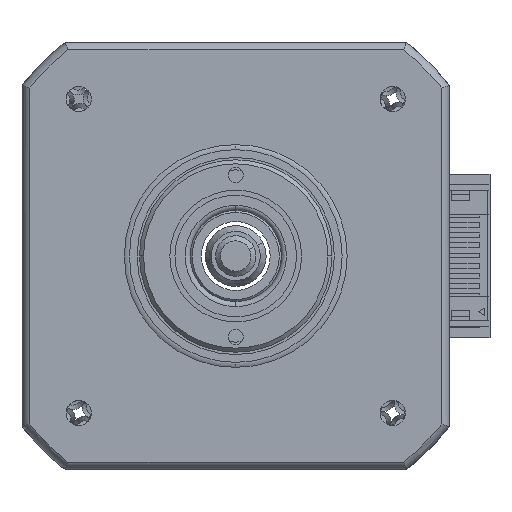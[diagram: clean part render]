
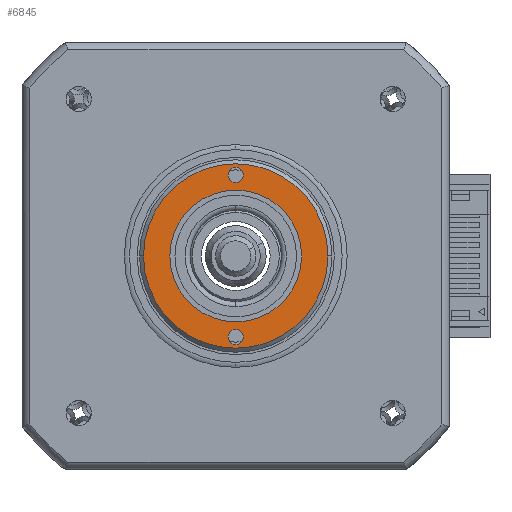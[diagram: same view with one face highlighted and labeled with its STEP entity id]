
A CAD part, left-side view. The second image highlights one B-rep face of the part: STEP entity #6845.
In plain terms, the highlighted planar face has unit normal (-1, 0, 0).
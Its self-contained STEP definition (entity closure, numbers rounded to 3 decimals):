
#336 = CARTESIAN_POINT ( 'NONE',  ( -33.923, 5.222, 56.3 ) ) ;
#342 = DIRECTION ( 'NONE',  ( -1., 0., 0. ) ) ;
#514 = CIRCLE ( 'NONE', #8818, 6.5 ) ;
#570 = DIRECTION ( 'NONE',  ( 0., 1., 0. ) ) ;
#824 = CARTESIAN_POINT ( 'NONE',  ( -33.923, 4.472, 56.3 ) ) ;
#980 = FACE_OUTER_BOUND ( 'NONE', #3493, .T. ) ;
#1350 = EDGE_CURVE ( 'NONE', #9138, #1735, #8706, .T. ) ;
#1430 = CARTESIAN_POINT ( 'NONE',  ( -33.923, 4.472, 48.3 ) ) ;
#1465 = EDGE_LOOP ( 'NONE', ( #8131, #8089 ) ) ;
#1635 = DIRECTION ( 'NONE',  ( 0., -1., 0. ) ) ;
#1701 = CARTESIAN_POINT ( 'NONE',  ( -33.923, 4.472, 56.3 ) ) ;
#1735 = VERTEX_POINT ( 'NONE', #9396 ) ;
#1813 = EDGE_LOOP ( 'NONE', ( #10181, #7099 ) ) ;
#1936 = CIRCLE ( 'NONE', #6560, 9.1 ) ;
#2027 = CARTESIAN_POINT ( 'NONE',  ( -33.923, 4.472, 48.3 ) ) ;
#2144 = AXIS2_PLACEMENT_3D ( 'NONE', #9515, #4315, #10397 ) ;
#2274 = DIRECTION ( 'NONE',  ( 0., 1., 0. ) ) ;
#2504 = CARTESIAN_POINT ( 'NONE',  ( -33.923, 4.472, 48.3 ) ) ;
#2514 = VERTEX_POINT ( 'NONE', #8540 ) ;
#2536 = DIRECTION ( 'NONE',  ( 0., -1., 0. ) ) ;
#2721 = CIRCLE ( 'NONE', #2144, 0.75 ) ;
#2887 = DIRECTION ( 'NONE',  ( 0., 1., 0. ) ) ;
#3022 = ORIENTED_EDGE ( 'NONE', *, *, #4113, .T. ) ;
#3159 = CARTESIAN_POINT ( 'NONE',  ( -33.923, 13.572, 48.3 ) ) ;
#3197 = FACE_BOUND ( 'NONE', #10214, .T. ) ;
#3276 = CARTESIAN_POINT ( 'NONE',  ( -33.923, -4.628, 48.3 ) ) ;
#3333 = DIRECTION ( 'NONE',  ( 0., 1., 0. ) ) ;
#3493 = EDGE_LOOP ( 'NONE', ( #9214, #3022 ) ) ;
#3745 = VERTEX_POINT ( 'NONE', #6653 ) ;
#4113 = EDGE_CURVE ( 'NONE', #6622, #9882, #1936, .T. ) ;
#4311 = CIRCLE ( 'NONE', #4372, 9.1 ) ;
#4315 = DIRECTION ( 'NONE',  ( -1., 0., 0. ) ) ;
#4372 = AXIS2_PLACEMENT_3D ( 'NONE', #1430, #7348, #2274 ) ;
#4514 = DIRECTION ( 'NONE',  ( 1., 0., 0. ) ) ;
#5167 = FACE_BOUND ( 'NONE', #1813, .T. ) ;
#5278 = PLANE ( 'NONE',  #7689 ) ;
#5307 = CARTESIAN_POINT ( 'NONE',  ( -33.923, 5.222, 40.3 ) ) ;
#5579 = DIRECTION ( 'NONE',  ( 1., 0., 0. ) ) ;
#5766 = AXIS2_PLACEMENT_3D ( 'NONE', #824, #6710, #1635 ) ;
#5771 = VERTEX_POINT ( 'NONE', #336 ) ;
#6053 = EDGE_CURVE ( 'NONE', #5771, #9819, #9993, .T. ) ;
#6425 = CARTESIAN_POINT ( 'NONE',  ( -33.923, 4.472, 40.3 ) ) ;
#6508 = CARTESIAN_POINT ( 'NONE',  ( -33.923, 3.722, 56.3 ) ) ;
#6560 = AXIS2_PLACEMENT_3D ( 'NONE', #2027, #8009, #2887 ) ;
#6622 = VERTEX_POINT ( 'NONE', #3276 ) ;
#6653 = CARTESIAN_POINT ( 'NONE',  ( -33.923, -2.028, 48.3 ) ) ;
#6678 = EDGE_CURVE ( 'NONE', #9819, #5771, #8878, .T. ) ;
#6710 = DIRECTION ( 'NONE',  ( -1., 0., 0. ) ) ;
#6845 = ADVANCED_FACE ( 'NONE', ( #980, #3197, #7474, #5167 ), #5278, .F. ) ;
#7099 = ORIENTED_EDGE ( 'NONE', *, *, #8166, .T. ) ;
#7348 = DIRECTION ( 'NONE',  ( -1., 0., 0. ) ) ;
#7474 = FACE_BOUND ( 'NONE', #1465, .T. ) ;
#7554 = EDGE_CURVE ( 'NONE', #9882, #6622, #4311, .T. ) ;
#7652 = DIRECTION ( 'NONE',  ( -1., 0., 0. ) ) ;
#7689 = AXIS2_PLACEMENT_3D ( 'NONE', #8838, #4514, #10617 ) ;
#7711 = EDGE_CURVE ( 'NONE', #1735, #9138, #2721, .T. ) ;
#8009 = DIRECTION ( 'NONE',  ( -1., 0., 0. ) ) ;
#8089 = ORIENTED_EDGE ( 'NONE', *, *, #6053, .F. ) ;
#8131 = ORIENTED_EDGE ( 'NONE', *, *, #6678, .F. ) ;
#8166 = EDGE_CURVE ( 'NONE', #2514, #3745, #514, .T. ) ;
#8497 = DIRECTION ( 'NONE',  ( 1., 0., 0. ) ) ;
#8540 = CARTESIAN_POINT ( 'NONE',  ( -33.923, 10.972, 48.3 ) ) ;
#8664 = DIRECTION ( 'NONE',  ( 0., -1., 0. ) ) ;
#8689 = ORIENTED_EDGE ( 'NONE', *, *, #7711, .F. ) ;
#8690 = EDGE_CURVE ( 'NONE', #3745, #2514, #8758, .T. ) ;
#8706 = CIRCLE ( 'NONE', #10450, 0.75 ) ;
#8758 = CIRCLE ( 'NONE', #10359, 6.5 ) ;
#8818 = AXIS2_PLACEMENT_3D ( 'NONE', #2504, #8497, #3333 ) ;
#8838 = CARTESIAN_POINT ( 'NONE',  ( -33.923, 4.472, 48.3 ) ) ;
#8878 = CIRCLE ( 'NONE', #9791, 0.75 ) ;
#9138 = VERTEX_POINT ( 'NONE', #5307 ) ;
#9214 = ORIENTED_EDGE ( 'NONE', *, *, #7554, .T. ) ;
#9396 = CARTESIAN_POINT ( 'NONE',  ( -33.923, 3.722, 40.3 ) ) ;
#9515 = CARTESIAN_POINT ( 'NONE',  ( -33.923, 4.472, 40.3 ) ) ;
#9791 = AXIS2_PLACEMENT_3D ( 'NONE', #1701, #7652, #2536 ) ;
#9819 = VERTEX_POINT ( 'NONE', #6508 ) ;
#9882 = VERTEX_POINT ( 'NONE', #3159 ) ;
#9993 = CIRCLE ( 'NONE', #5766, 0.75 ) ;
#10181 = ORIENTED_EDGE ( 'NONE', *, *, #8690, .T. ) ;
#10214 = EDGE_LOOP ( 'NONE', ( #8689, #10963 ) ) ;
#10359 = AXIS2_PLACEMENT_3D ( 'NONE', #10847, #5579, #570 ) ;
#10397 = DIRECTION ( 'NONE',  ( 0., -1., 0. ) ) ;
#10450 = AXIS2_PLACEMENT_3D ( 'NONE', #6425, #342, #8664 ) ;
#10617 = DIRECTION ( 'NONE',  ( 0., 1., 0. ) ) ;
#10847 = CARTESIAN_POINT ( 'NONE',  ( -33.923, 4.472, 48.3 ) ) ;
#10963 = ORIENTED_EDGE ( 'NONE', *, *, #1350, .F. ) ;
